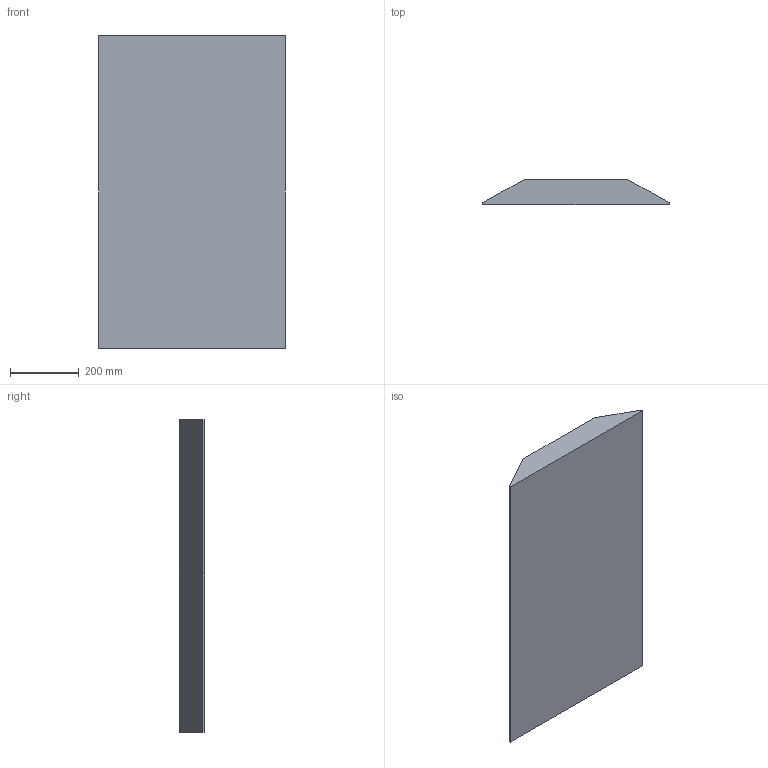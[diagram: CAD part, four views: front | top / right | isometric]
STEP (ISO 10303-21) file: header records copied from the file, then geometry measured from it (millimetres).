
FILE_DESCRIPTION (( 'STEP AP214' ), '1' );
FILE_NAME ('RL4-55.STEP', '2024-09-20T13:43:53', ( '' ), ( '' ), 'SwSTEP 2.0', 'SolidWorks 2024', '' );
FILE_SCHEMA (( 'AUTOMOTIVE_DESIGN' ));
Length unit declared in the file: millimetre
Products named in the file (1): RL4-55
Bounding box: 544 x 74 x 910 mm (x, y, z)
Volume: 28796014.6 mm3; surface area: 1106656.4 mm2
Topology: 1 solids, 1 shells, 85 faces, 225 edges, 150 vertices
Faces by surface type: plane 65, bspline 20
Entity records: 3730 total; most frequent: CARTESIAN_POINT 1729, ORIENTED_EDGE 450, DIRECTION 317, EDGE_CURVE 225, VECTOR 185, LINE 185, VERTEX_POINT 150, EDGE_LOOP 93
